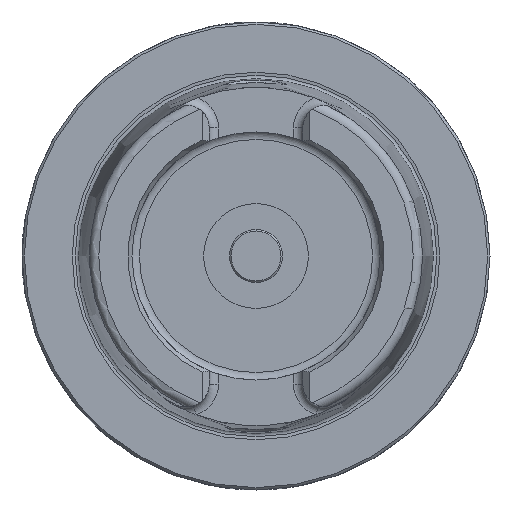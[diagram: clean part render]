
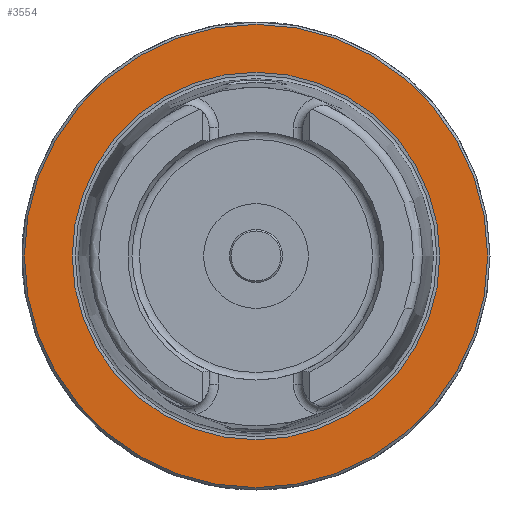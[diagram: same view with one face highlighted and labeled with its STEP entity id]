
A CAD part, left-side view. The second image highlights one B-rep face of the part: STEP entity #3554.
In plain terms, the highlighted planar face has unit normal (-1, 0, 0).
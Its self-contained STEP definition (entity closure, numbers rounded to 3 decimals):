
#672=FACE_BOUND('',#1118,.T.);
#721=PLANE('',#4026);
#923=FACE_OUTER_BOUND('',#1117,.T.);
#1117=EDGE_LOOP('',(#3152));
#1118=EDGE_LOOP('',(#3153));
#1683=CIRCLE('',#4025,39.275);
#1684=CIRCLE('',#4027,49.5);
#1988=VERTEX_POINT('',#6854);
#1989=VERTEX_POINT('',#6858);
#2392=EDGE_CURVE('',#1988,#1988,#1683,.T.);
#2393=EDGE_CURVE('',#1989,#1989,#1684,.T.);
#3152=ORIENTED_EDGE('',*,*,#2393,.F.);
#3153=ORIENTED_EDGE('',*,*,#2392,.T.);
#3554=ADVANCED_FACE('',(#923,#672),#721,.T.);
#4025=AXIS2_PLACEMENT_3D('',#6856,#4856,#4857);
#4026=AXIS2_PLACEMENT_3D('',#6857,#4858,#4859);
#4027=AXIS2_PLACEMENT_3D('',#6859,#4860,#4861);
#4856=DIRECTION('center_axis',(1.,0.,0.));
#4857=DIRECTION('ref_axis',(0.,0.,-1.));
#4858=DIRECTION('center_axis',(-1.,0.,0.));
#4859=DIRECTION('ref_axis',(0.,0.,1.));
#4860=DIRECTION('center_axis',(1.,0.,0.));
#4861=DIRECTION('ref_axis',(0.,0.,-1.));
#6854=CARTESIAN_POINT('',(0.,-39.275,0.));
#6856=CARTESIAN_POINT('Origin',(0.,0.,0.));
#6857=CARTESIAN_POINT('Origin',(0.,49.5,0.));
#6858=CARTESIAN_POINT('',(0.,-49.5,0.));
#6859=CARTESIAN_POINT('Origin',(0.,0.,0.));
